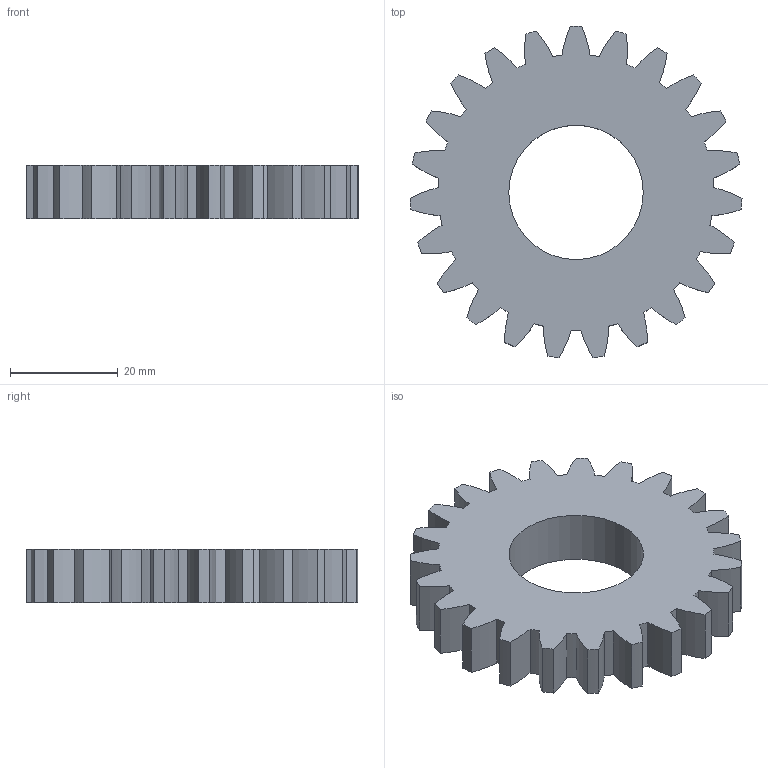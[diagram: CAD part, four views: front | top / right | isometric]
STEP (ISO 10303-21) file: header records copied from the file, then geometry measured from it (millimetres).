
FILE_DESCRIPTION(/* description */ (''),/* implementation_level */ '2;1');
FILE_NAME(/* name */ 'Spur Gear1.stp',/* time_stamp */ '2023-06-24T18:59:35+03:00',/* author */ ('mahmo'),/* organization */ (''),/* preprocessor_version */ 'ST-DEVELOPER v18.1',/* originating_system */ 'Autodesk Inventor 2021',/* authorisation */ '');
FILE_SCHEMA (('AUTOMOTIVE_DESIGN { 1 0 10303 214 3 1 1 }'));
Length unit declared in the file: millimetre
Products named in the file (1): Spur Gear1
Bounding box: 61.74 x 61.62 x 10 mm (x, y, z)
Volume: 20498.1 mm3; surface area: 8359.1 mm2
Topology: 1 solids, 1 shells, 95 faces, 281 edges, 188 vertices
Faces by surface type: cylinder 93, plane 2
Full cylindrical faces by diameter (mm): 25 x1
Entity records: 3344 total; most frequent: DIRECTION 661, CARTESIAN_POINT 565, ORIENTED_EDGE 562, AXIS2_PLACEMENT_3D 284, EDGE_CURVE 281, CIRCLE 188, VERTEX_POINT 188, EDGE_LOOP 97
